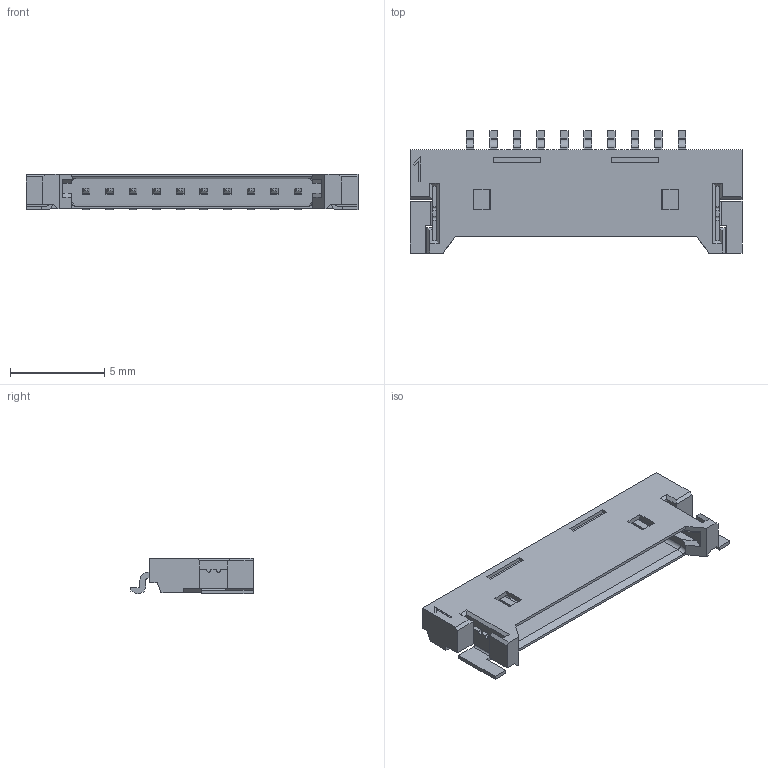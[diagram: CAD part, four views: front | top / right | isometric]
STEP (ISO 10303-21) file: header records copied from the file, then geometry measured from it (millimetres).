
FILE_DESCRIPTION(('FreeCAD Model'),'2;1');
FILE_NAME('../packages3d/Connectors_Molex.3dshapes/Molex_Panelmate-53780-1070_10x1.25mm_Angled.stp','2016-05-21T05:48:54',('Author'),(''), 'Open CASCADE STEP processor 6.8','FreeCAD','Unknown');
FILE_SCHEMA(('AUTOMOTIVE_DESIGN_CC2 { 1 2 10303 214 -1 1 5 4 }'));
Length unit declared in the file: millimetre
Products named in the file (5): ASSEMBLY; body_53780; mount; pinGrey; pinGold
Assembly tree (4 placements, depth 2):
  ASSEMBLY
    body_53780
    mount
    pinGrey
    pinGold
Bounding box: 17.65 x 6.5 x 1.9 mm (x, y, z)
Volume: 79.4 mm3; surface area: 440.8 mm2
Topology: 23 solids, 23 shells, 424 faces, 1059 edges, 684 vertices
Faces by surface type: plane 368, cylinder 56
Entity records: 31796 total; most frequent: CARTESIAN_POINT 10366, DIRECTION 3821, LINE 2709, VECTOR 2709, ORIENTED_EDGE 2118, PCURVE 2118, DEFINITIONAL_REPRESENTATION 2118, EDGE_CURVE 1059
